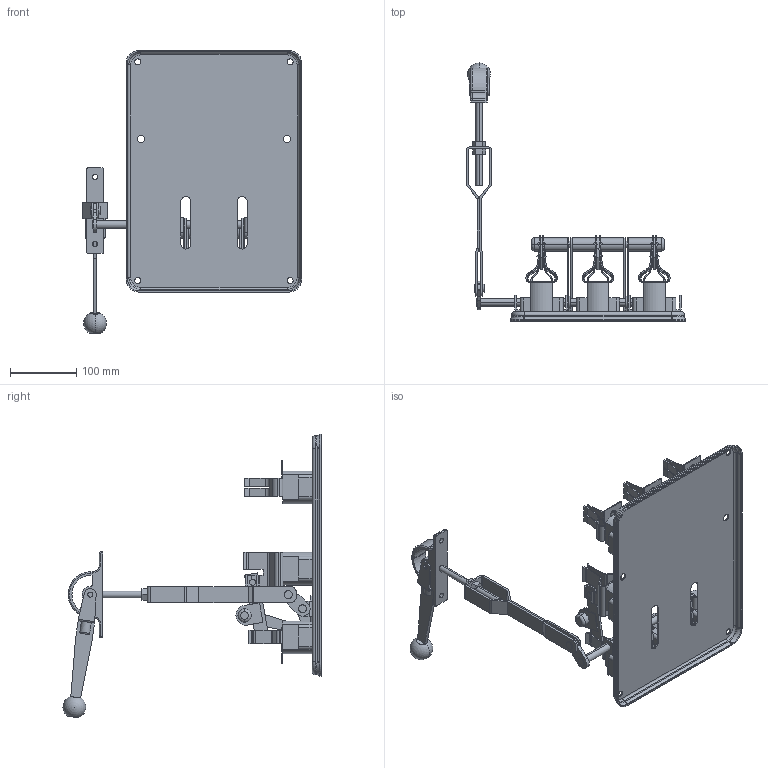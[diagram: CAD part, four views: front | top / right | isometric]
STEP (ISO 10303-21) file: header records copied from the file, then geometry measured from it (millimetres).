
FILE_DESCRIPTION (( 'STEP AP203' ), '1' );
FILE_NAME ('Ðàçúåäèíèòåëü ÐÏÑ-2 250À ëåâûé ïðèâîä, áåç ÏÏÍ (rps-250l).STEP', '2018-09-04T06:57:04', ( '' ), ( '' ), 'SwSTEP 2.0', 'SolidWorks 2017', '' );
FILE_SCHEMA (( 'CONFIG_CONTROL_DESIGN' ));
Length unit declared in the file: millimetre
Products named in the file (1): Ðàçúåäèíèòåëü ÐÏÑ-2 250À ëåâûé ïðèâîä, áåç ÏÏÍ (rps-250l)
Bounding box: 331.35 x 389.62 x 427.82 mm (x, y, z)
Volume: 1423829.1 mm3; surface area: 535828.9 mm2
Topology: 30 solids, 32 shells, 1897 faces, 4502 edges, 2681 vertices
Faces by surface type: plane 1206, cylinder 639, torus 26, bspline 24, sphere 2
Entity records: 54757 total; most frequent: CARTESIAN_POINT 10729, DIRECTION 9328, ORIENTED_EDGE 8994, EDGE_CURVE 4497, AXIS2_PLACEMENT_3D 3129, VECTOR 3070, LINE 3070, VERTEX_POINT 2678
